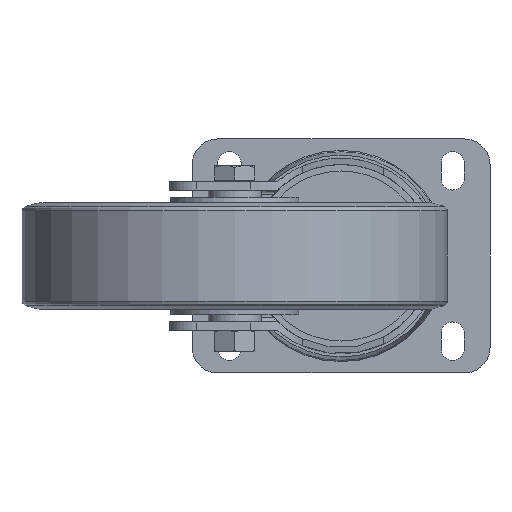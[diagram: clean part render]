
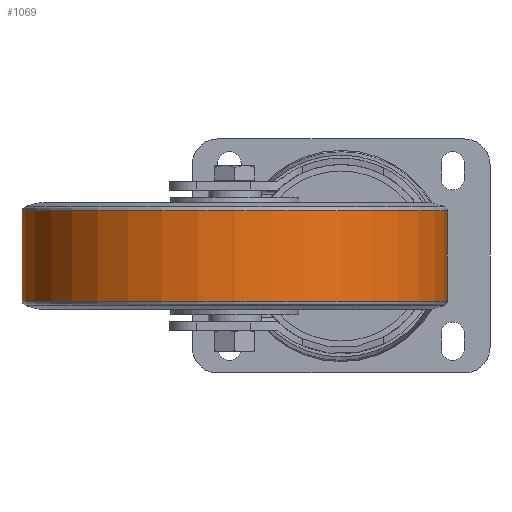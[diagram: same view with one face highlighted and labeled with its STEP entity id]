
A CAD part, front view. The second image highlights one B-rep face of the part: STEP entity #1069.
In plain terms, the highlighted cylindrical face has radius 100 mm (diameter 200 mm), a full revolution.
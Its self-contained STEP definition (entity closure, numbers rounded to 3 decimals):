
#1069 = ADVANCED_FACE( '', ( #2140, #2141 ), #2142, .T. );
#2140 = FACE_OUTER_BOUND( '', #3254, .T. );
#2141 = FACE_OUTER_BOUND( '', #3255, .T. );
#2142 = CYLINDRICAL_SURFACE( '', #3256, 100. );
#3254 = EDGE_LOOP( '', ( #5817 ) );
#3255 = EDGE_LOOP( '', ( #5818 ) );
#3256 = AXIS2_PLACEMENT_3D( '', #5819, #5820, #5821 );
#5817 = ORIENTED_EDGE( '', *, *, #6575, .T. );
#5818 = ORIENTED_EDGE( '', *, *, #6082, .F. );
#5819 = CARTESIAN_POINT( '', ( 52.5, 0., 0. ) );
#5820 = DIRECTION( '', ( -1., 0., 0. ) );
#5821 = DIRECTION( '', ( 0., 0., -1. ) );
#6082 = EDGE_CURVE( '', #7186, #7186, #7187, .T. );
#6575 = EDGE_CURVE( '', #7981, #7981, #7982, .T. );
#7186 = VERTEX_POINT( '', #8804 );
#7187 = CIRCLE( '', #8805, 100. );
#7981 = VERTEX_POINT( '', #10270 );
#7982 = CIRCLE( '', #10271, 100. );
#8804 = CARTESIAN_POINT( '', ( 48.822, 0., -100. ) );
#8805 = AXIS2_PLACEMENT_3D( '', #11497, #11498, #11499 );
#10270 = CARTESIAN_POINT( '', ( 6.178, 0., -100. ) );
#10271 = AXIS2_PLACEMENT_3D( '', #12070, #12071, #12072 );
#11497 = CARTESIAN_POINT( '', ( 48.822, 0., 0. ) );
#11498 = DIRECTION( '', ( 1., 0., 0. ) );
#11499 = DIRECTION( '', ( 0., 0., -1. ) );
#12070 = CARTESIAN_POINT( '', ( 6.178, 0., 0. ) );
#12071 = DIRECTION( '', ( 1., 0., 0. ) );
#12072 = DIRECTION( '', ( 0., 0., -1. ) );
